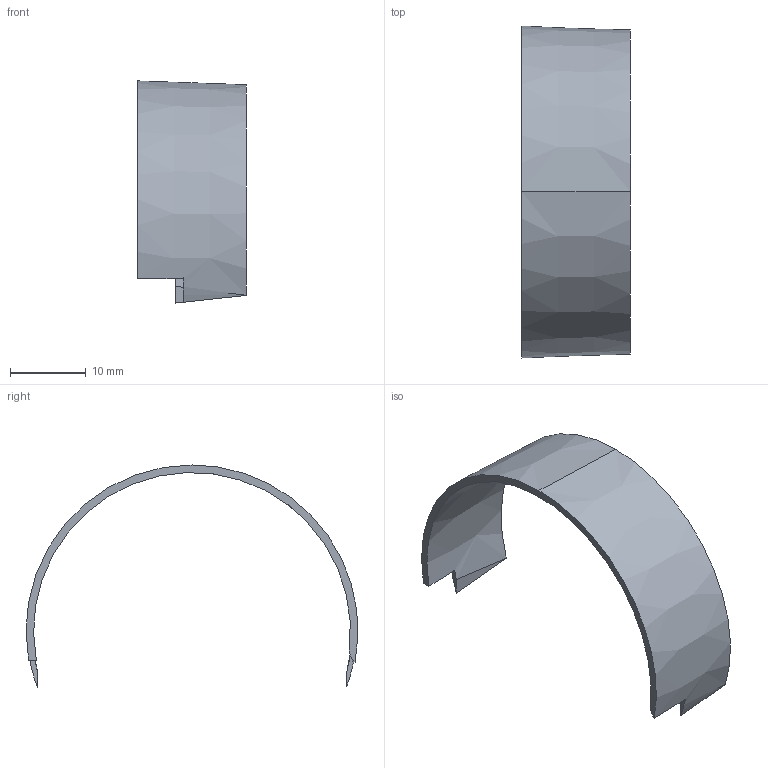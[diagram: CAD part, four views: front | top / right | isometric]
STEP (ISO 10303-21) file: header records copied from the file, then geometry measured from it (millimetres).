
FILE_DESCRIPTION (( 'STEP AP203' ), '1' );
FILE_NAME ('shank right.sldasm-Part-16_默认_sldprt.STEP', '2018-02-02T07:12:47', ( '' ), ( '' ), 'SwSTEP 2.0', 'SolidWorks 2014', '' );
FILE_SCHEMA (( 'CONFIG_CONTROL_DESIGN' ));
Length unit declared in the file: millimetre
Products named in the file (1): shank right.sldasm-Part-16_默认_sldprt
Bounding box: 14.32 x 43.74 x 29.27 mm (x, y, z)
Volume: 549.1 mm3; surface area: 2341.6 mm2
Topology: 1 solids, 1 shells, 10 faces, 24 edges, 16 vertices
Faces by surface type: plane 6, cone 3, bspline 1
Entity records: 405 total; most frequent: CARTESIAN_POINT 106, ORIENTED_EDGE 48, DIRECTION 43, EDGE_CURVE 24, AXIS2_PLACEMENT_3D 19, VERTEX_POINT 16, B_SPLINE_CURVE_WITH_KNOTS 10, EDGE_LOOP 10
